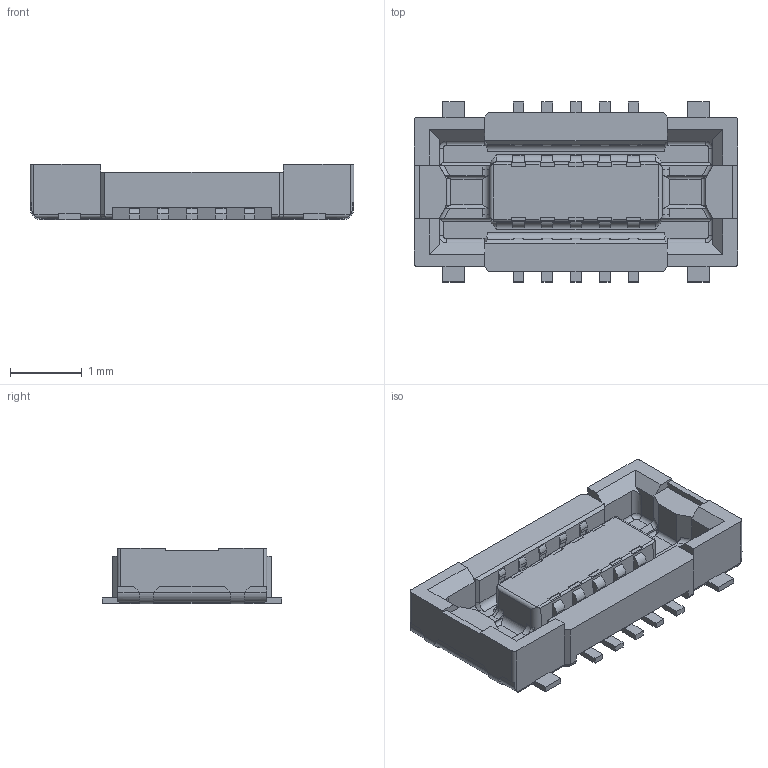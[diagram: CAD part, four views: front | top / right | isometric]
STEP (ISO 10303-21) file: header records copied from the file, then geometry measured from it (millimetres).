
FILE_DESCRIPTION (( 'STEP AP214' ), '1' );
FILE_NAME ('axe510127d.step', '2014-09-24T00:01:01', ( '' ), ( 'Panasonic Corporation 2014' ), '', '', '' );
FILE_SCHEMA (( 'AUTOMOTIVE_DESIGN' ));
Length unit declared in the file: millimetre
Products named in the file (1): axe510127d
Bounding box: 4.5 x 2.5 x 0.77 mm (x, y, z)
Volume: 4.8 mm3; surface area: 40 mm2
Topology: 1 solids, 1 shells, 582 faces, 1582 edges, 1012 vertices
Faces by surface type: plane 414, cylinder 152, torus 8, bspline 4, cone 4
Entity records: 18616 total; most frequent: CARTESIAN_POINT 4049, ORIENTED_EDGE 3164, DIRECTION 2884, EDGE_CURVE 1582, VECTOR 1174, LINE 1174, VERTEX_POINT 1012, AXIS2_PLACEMENT_3D 855
